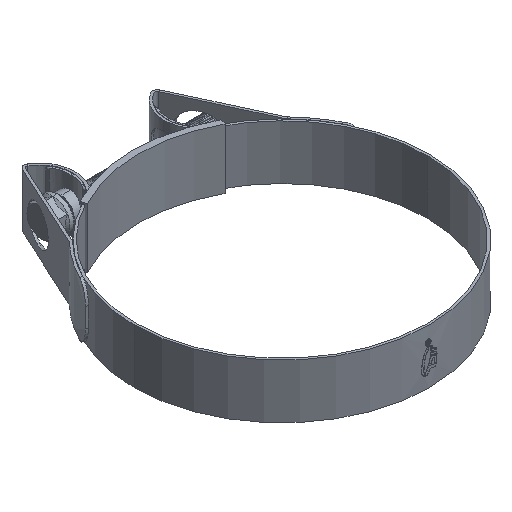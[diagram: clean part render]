
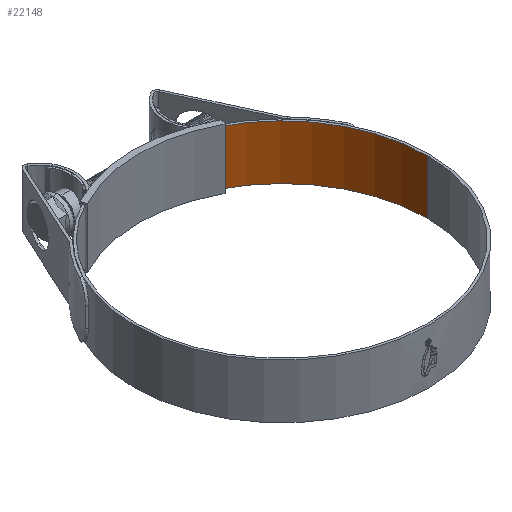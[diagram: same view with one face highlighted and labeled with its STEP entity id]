
A CAD part, isometric view. The second image highlights one B-rep face of the part: STEP entity #22148.
In plain terms, the highlighted cylindrical face has radius 75 mm (diameter 150 mm), a partial arc.
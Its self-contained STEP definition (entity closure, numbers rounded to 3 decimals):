
#336 = DIRECTION ( 'NONE',  ( 0., 0., -1. ) ) ;
#2649 = VECTOR ( 'NONE', #336, 1000. ) ;
#3490 = CIRCLE ( 'NONE', #16834, 75. ) ;
#3635 = CARTESIAN_POINT ( 'NONE',  ( 0., 0., 14. ) ) ;
#3681 = AXIS2_PLACEMENT_3D ( 'NONE', #3635, #19159, #25173 ) ;
#4644 = ORIENTED_EDGE ( 'NONE', *, *, #15081, .F. ) ;
#4858 = CARTESIAN_POINT ( 'NONE',  ( 33.15, 67.276, 14. ) ) ;
#5236 = DIRECTION ( 'NONE',  ( -1., 0., 0. ) ) ;
#5652 = LINE ( 'NONE', #17419, #9664 ) ;
#6151 = CARTESIAN_POINT ( 'NONE',  ( 75., 0., -14. ) ) ;
#9430 = EDGE_CURVE ( 'NONE', #33309, #20409, #28223, .T. ) ;
#9664 = VECTOR ( 'NONE', #29176, 1000. ) ;
#9881 = CARTESIAN_POINT ( 'NONE',  ( 33.15, 67.276, 14. ) ) ;
#9930 = EDGE_CURVE ( 'NONE', #20409, #20127, #24959, .T. ) ;
#13980 = CARTESIAN_POINT ( 'NONE',  ( 0., 0., 14. ) ) ;
#15081 = EDGE_CURVE ( 'NONE', #15814, #20127, #5652, .T. ) ;
#15814 = VERTEX_POINT ( 'NONE', #26436 ) ;
#16100 = CARTESIAN_POINT ( 'NONE',  ( 33.15, 67.276, -14. ) ) ;
#16258 = EDGE_CURVE ( 'NONE', #33309, #15814, #3490, .T. ) ;
#16772 = DIRECTION ( 'NONE',  ( 0., 0., -1. ) ) ;
#16834 = AXIS2_PLACEMENT_3D ( 'NONE', #13980, #16772, #28727 ) ;
#17419 = CARTESIAN_POINT ( 'NONE',  ( 75., 0., 14. ) ) ;
#19159 = DIRECTION ( 'NONE',  ( 0., 0., -1. ) ) ;
#19982 = CARTESIAN_POINT ( 'NONE',  ( 0., 0., -14. ) ) ;
#20127 = VERTEX_POINT ( 'NONE', #6151 ) ;
#20409 = VERTEX_POINT ( 'NONE', #16100 ) ;
#21714 = ORIENTED_EDGE ( 'NONE', *, *, #16258, .F. ) ;
#22148 = ADVANCED_FACE ( 'NONE', ( #27954 ), #28148, .F. ) ;
#24959 = CIRCLE ( 'NONE', #33194, 75. ) ;
#25173 = DIRECTION ( 'NONE',  ( -1., 0., 0. ) ) ;
#25303 = ORIENTED_EDGE ( 'NONE', *, *, #9430, .T. ) ;
#26436 = CARTESIAN_POINT ( 'NONE',  ( 75., 0., 14. ) ) ;
#27954 = FACE_OUTER_BOUND ( 'NONE', #28493, .T. ) ;
#28148 = CYLINDRICAL_SURFACE ( 'NONE', #3681, 75. ) ;
#28223 = LINE ( 'NONE', #9881, #2649 ) ;
#28493 = EDGE_LOOP ( 'NONE', ( #4644, #21714, #25303, #29067 ) ) ;
#28727 = DIRECTION ( 'NONE',  ( -1., 0., 0. ) ) ;
#29067 = ORIENTED_EDGE ( 'NONE', *, *, #9930, .T. ) ;
#29176 = DIRECTION ( 'NONE',  ( 0., 0., -1. ) ) ;
#32129 = DIRECTION ( 'NONE',  ( 0., 0., -1. ) ) ;
#33194 = AXIS2_PLACEMENT_3D ( 'NONE', #19982, #32129, #5236 ) ;
#33309 = VERTEX_POINT ( 'NONE', #4858 ) ;
